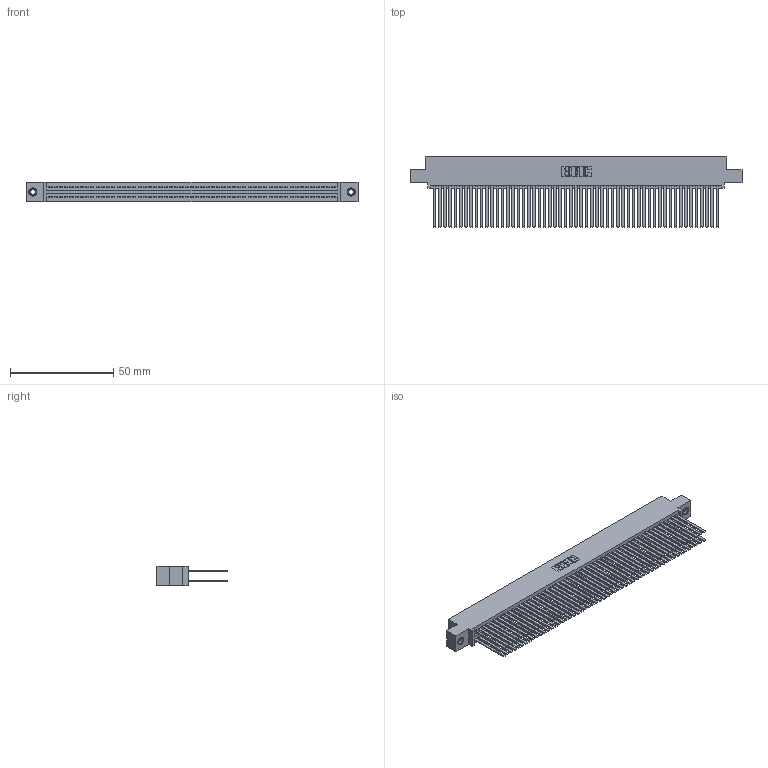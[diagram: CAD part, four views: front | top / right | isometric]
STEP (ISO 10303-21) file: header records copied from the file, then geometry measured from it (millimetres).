
FILE_DESCRIPTION (( 'STEP AP203' ), '1' );
FILE_NAME ('345-110-544-507.STEP', '2018-10-07T11:17:32', ( '' ), ( '' ), 'SwSTEP 2.0', 'SolidWorks 2016', '' );
FILE_SCHEMA (( 'CONFIG_CONTROL_DESIGN' ));
Length unit declared in the file: inch
Products named in the file (4): 345 Part_0.110 Offset - 0.156 Dia-TI; 345-292-001_345-293-144; 345-250-001_345-250-005-103; 345-110-544-507
Assembly tree (113 placements, depth 2):
  345-110-544-507
    345 Part_0.110 Offset - 0.156 Dia-TI
    345-292-001_345-293-144  x110
    345-250-001_345-250-005-103  x2
Bounding box: 160.91 x 33.96 x 9.4 mm (x, y, z)
Volume: 17206.6 mm3; surface area: 30326.3 mm2
Topology: 113 solids, 113 shells, 5030 faces, 14899 edges, 9778 vertices
Faces by surface type: plane 3306, cylinder 1708, cone 12, torus 4
Entity records: 42538 total; most frequent: CARTESIAN_POINT 7099, ORIENTED_EDGE 7026, DIRECTION 6267, EDGE_CURVE 3513, VECTOR 3145, LINE 3145, VERTEX_POINT 2336, AXIS2_PLACEMENT_3D 1561
